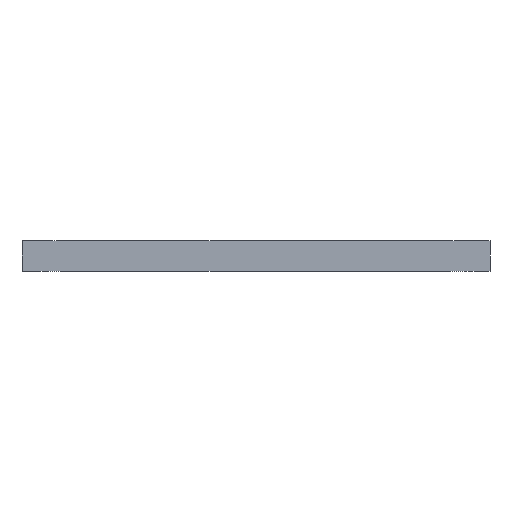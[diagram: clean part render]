
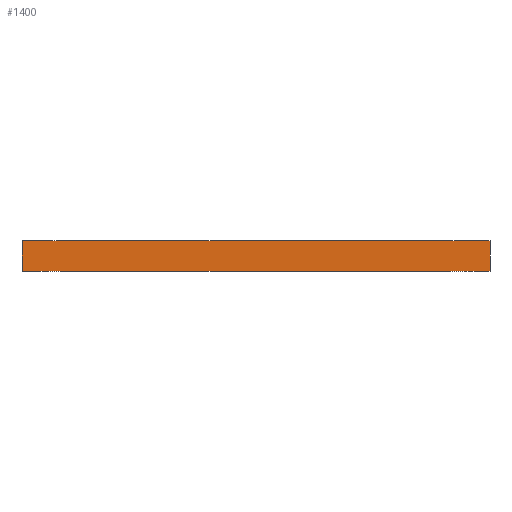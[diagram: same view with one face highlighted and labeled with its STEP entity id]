
A CAD part, front view. The second image highlights one B-rep face of the part: STEP entity #1400.
In plain terms, the highlighted planar face has unit normal (0, -1, 0).
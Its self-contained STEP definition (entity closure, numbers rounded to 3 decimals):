
#91 = VERTEX_POINT ( 'NONE', #114 ) ;
#114 = CARTESIAN_POINT ( 'NONE',  ( 36.25, -27.5, 0. ) ) ;
#116 = VERTEX_POINT ( 'NONE', #1420 ) ;
#120 = AXIS2_PLACEMENT_3D ( 'NONE', #2024, #901, #1274 ) ;
#121 = CARTESIAN_POINT ( 'NONE',  ( 36.25, -27.5, 4.8 ) ) ;
#270 = EDGE_CURVE ( 'NONE', #91, #1713, #802, .T. ) ;
#272 = VECTOR ( 'NONE', #637, 1000. ) ;
#392 = FACE_OUTER_BOUND ( 'NONE', #622, .T. ) ;
#428 = EDGE_CURVE ( 'NONE', #806, #1713, #1920, .T. ) ;
#462 = VECTOR ( 'NONE', #1298, 1000. ) ;
#505 = EDGE_CURVE ( 'NONE', #116, #91, #2183, .T. ) ;
#622 = EDGE_LOOP ( 'NONE', ( #1935, #738, #1687, #1556 ) ) ;
#637 = DIRECTION ( 'NONE',  ( 0., 0., -1. ) ) ;
#738 = ORIENTED_EDGE ( 'NONE', *, *, #505, .F. ) ;
#802 = LINE ( 'NONE', #1319, #462 ) ;
#806 = VERTEX_POINT ( 'NONE', #1912 ) ;
#834 = DIRECTION ( 'NONE',  ( -1., 0., 0. ) ) ;
#901 = DIRECTION ( 'NONE',  ( 0., -1., 0. ) ) ;
#1007 = LINE ( 'NONE', #121, #1836 ) ;
#1087 = VECTOR ( 'NONE', #1263, 1000. ) ;
#1263 = DIRECTION ( 'NONE',  ( 0., 0., -1. ) ) ;
#1274 = DIRECTION ( 'NONE',  ( 0., 0., -1. ) ) ;
#1298 = DIRECTION ( 'NONE',  ( -1., 0., 0. ) ) ;
#1305 = PLANE ( 'NONE',  #120 ) ;
#1319 = CARTESIAN_POINT ( 'NONE',  ( 36.25, -27.5, 0. ) ) ;
#1400 = ADVANCED_FACE ( 'NONE', ( #392 ), #1305, .T. ) ;
#1420 = CARTESIAN_POINT ( 'NONE',  ( 36.25, -27.5, 4.8 ) ) ;
#1556 = ORIENTED_EDGE ( 'NONE', *, *, #428, .T. ) ;
#1595 = EDGE_CURVE ( 'NONE', #116, #806, #1007, .T. ) ;
#1597 = CARTESIAN_POINT ( 'NONE',  ( 36.25, -27.5, 4.8 ) ) ;
#1687 = ORIENTED_EDGE ( 'NONE', *, *, #1595, .T. ) ;
#1713 = VERTEX_POINT ( 'NONE', #2236 ) ;
#1836 = VECTOR ( 'NONE', #834, 1000. ) ;
#1912 = CARTESIAN_POINT ( 'NONE',  ( -36.25, -27.5, 4.8 ) ) ;
#1920 = LINE ( 'NONE', #2076, #272 ) ;
#1935 = ORIENTED_EDGE ( 'NONE', *, *, #270, .F. ) ;
#2024 = CARTESIAN_POINT ( 'NONE',  ( 36.25, -27.5, 4.8 ) ) ;
#2076 = CARTESIAN_POINT ( 'NONE',  ( -36.25, -27.5, 4.8 ) ) ;
#2183 = LINE ( 'NONE', #1597, #1087 ) ;
#2236 = CARTESIAN_POINT ( 'NONE',  ( -36.25, -27.5, 0. ) ) ;
